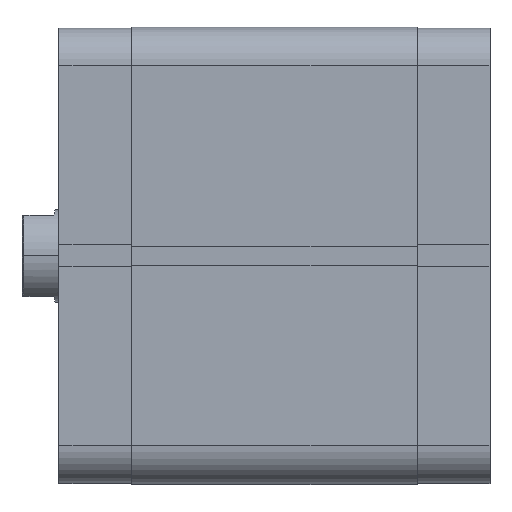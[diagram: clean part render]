
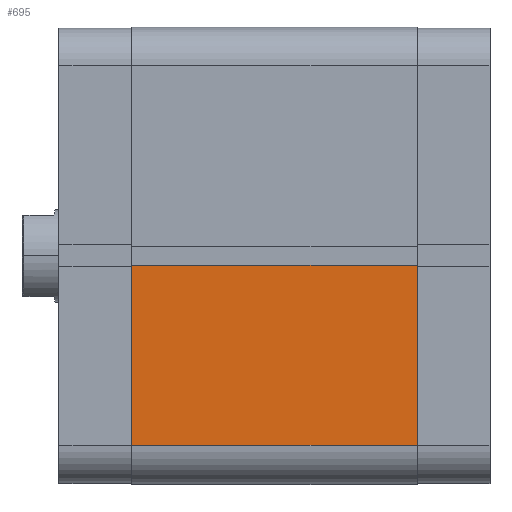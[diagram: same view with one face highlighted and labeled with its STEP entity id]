
A CAD part, top view. The second image highlights one B-rep face of the part: STEP entity #695.
In plain terms, the highlighted face is planar.
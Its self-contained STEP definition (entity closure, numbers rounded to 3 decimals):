
#695 = ADVANCED_FACE ( 'NONE', ( #3068 ), #2175, .T. ) ;
#781 = ORIENTED_EDGE ( 'NONE', *, *, #6367, .F. ) ;
#782 = ORIENTED_EDGE ( 'NONE', *, *, #6590, .F. ) ;
#889 = EDGE_LOOP ( 'NONE', ( #781, #782, #982, #6605 ) ) ;
#982 = ORIENTED_EDGE ( 'NONE', *, *, #6532, .T. ) ;
#1320 = VERTEX_POINT ( 'NONE', #2521 ) ;
#1346 = VERTEX_POINT ( 'NONE', #2546 ) ;
#1347 = VERTEX_POINT ( 'NONE', #2547 ) ;
#1348 = VERTEX_POINT ( 'NONE', #2548 ) ;
#2175 = PLANE ( 'NONE',  #4066 ) ;
#2178 = CARTESIAN_POINT ( 'NONE',  ( 2.6, 62., -77.5 ) ) ;
#2184 = DIRECTION ( 'NONE',  ( 0., 1., 0. ) ) ;
#2185 = DIRECTION ( 'NONE',  ( 0., 0., 1. ) ) ;
#2521 = CARTESIAN_POINT ( 'NONE',  ( 51.5, 62., -77.5 ) ) ;
#2546 = CARTESIAN_POINT ( 'NONE',  ( 2.6, 62., -77.5 ) ) ;
#2547 = CARTESIAN_POINT ( 'NONE',  ( 51.5, 62., 0. ) ) ;
#2548 = CARTESIAN_POINT ( 'NONE',  ( 2.6, 62., 0. ) ) ;
#3068 = FACE_OUTER_BOUND ( 'NONE', #889, .T. ) ;
#4066 = AXIS2_PLACEMENT_3D ( 'NONE', #2178, #2184, #2185 ) ;
#5204 = CARTESIAN_POINT ( 'NONE',  ( 2.6, 62., 0. ) ) ;
#5211 = DIRECTION ( 'NONE',  ( -1., 0., 0. ) ) ;
#5568 = LINE ( 'NONE', #5204, #5583 ) ;
#5583 = VECTOR ( 'NONE', #5211, 1000. ) ;
#5855 = LINE ( 'NONE', #6060, #5856 ) ;
#5856 = VECTOR ( 'NONE', #6061, 1000. ) ;
#5861 = LINE ( 'NONE', #6066, #5862 ) ;
#5862 = VECTOR ( 'NONE', #6067, 1000. ) ;
#5952 = VECTOR ( 'NONE', #6203, 1000. ) ;
#5958 = LINE ( 'NONE', #6196, #5952 ) ;
#6060 = CARTESIAN_POINT ( 'NONE',  ( 2.6, 62., -77.5 ) ) ;
#6061 = DIRECTION ( 'NONE',  ( 0., 0., 1. ) ) ;
#6066 = CARTESIAN_POINT ( 'NONE',  ( 2.6, 62., -77.5 ) ) ;
#6067 = DIRECTION ( 'NONE',  ( -1., 0., 0. ) ) ;
#6196 = CARTESIAN_POINT ( 'NONE',  ( 51.5, 62., -77.5 ) ) ;
#6203 = DIRECTION ( 'NONE',  ( 0., 0., 1. ) ) ;
#6367 = EDGE_CURVE ( 'NONE', #1347, #1348, #5568, .T. ) ;
#6529 = EDGE_CURVE ( 'NONE', #1346, #1348, #5855, .T. ) ;
#6532 = EDGE_CURVE ( 'NONE', #1320, #1346, #5861, .T. ) ;
#6590 = EDGE_CURVE ( 'NONE', #1320, #1347, #5958, .T. ) ;
#6605 = ORIENTED_EDGE ( 'NONE', *, *, #6529, .T. ) ;
